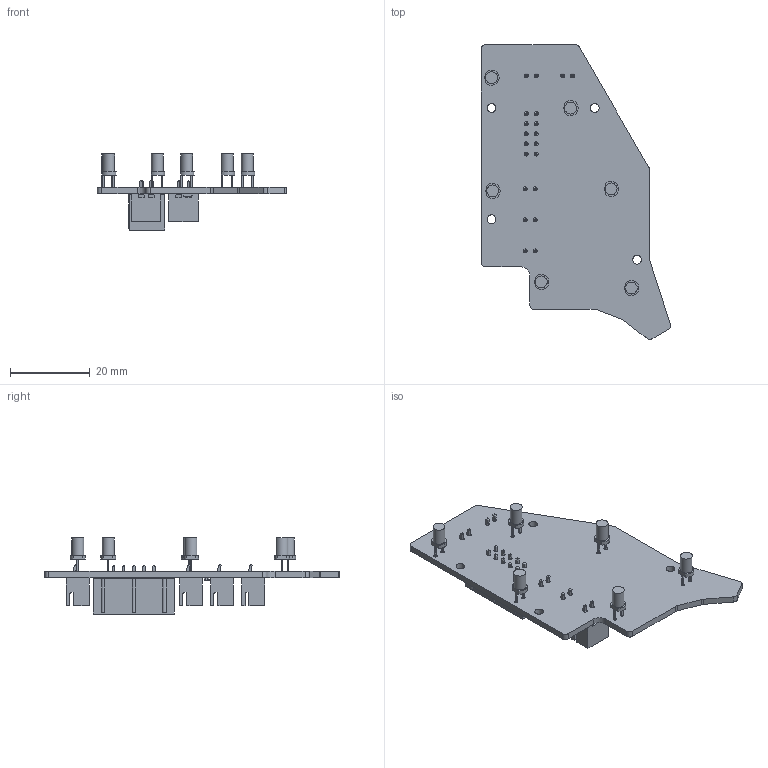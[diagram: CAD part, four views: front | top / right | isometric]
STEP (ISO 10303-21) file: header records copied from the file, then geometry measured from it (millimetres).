
FILE_DESCRIPTION(('KiCad electronic assembly'),'2;1');
FILE_NAME('AV COOL PANEL.step','2025-04-06T08:59:24',('Pcbnew'),('Kicad' ),'Open CASCADE STEP processor 7.8','KiCad to STEP converter', 'Unknown');
FILE_SCHEMA(('AUTOMOTIVE_DESIGN { 1 0 10303 214 1 1 1 1 }'));
Length unit declared in the file: millimetre
Products named in the file (12): AV COOL PANEL 1; LED_D3.0mm_FlatTop; R_0805_2012Metric; D_0805_2012Metric; D_0805; JST_XH_B2B-XH-A_1x02_P2.50mm_Vertical; JST_B2B_XH_A; IDC-Header_2x05_P2.54mm_Vertical; IDC_Header_2x05_P254mm_Vertical; OZ-WING_FOLD_PCB
Assembly tree (25 placements, depth 3):
  AV COOL PANEL 1
    LED_D3.0mm_FlatTop  x6
      LED_D3.0mm_FlatTop
    R_0805_2012Metric  x3
      R_0805_2012Metric
    D_0805_2012Metric  x4
      D_0805
    JST_XH_B2B-XH-A_1x02_P2.50mm_Vertical  x5
      JST_B2B_XH_A
    IDC-Header_2x05_P2.54mm_Vertical
      IDC_Header_2x05_P254mm_Vertical
    OZ-WING_FOLD_PCB
Bounding box: 47.58 x 74.11 x 19.1 mm (x, y, z)
Volume: 5776.1 mm3; surface area: 9394.7 mm2
Topology: 20 solids, 20 shells, 1059 faces, 2741 edges, 1780 vertices
Faces by surface type: plane 891, cylinder 168
Full cylindrical faces by diameter (mm): 0.9 x12, 1 x26, 2.2 x4, 3 x6
Entity records: 16681 total; most frequent: CARTESIAN_POINT 2423, ORIENTED_EDGE 2300, DIRECTION 2269, EDGE_CURVE 1150, LINE 975, VECTOR 975, VERTEX_POINT 737, AXIS2_PLACEMENT_3D 647
